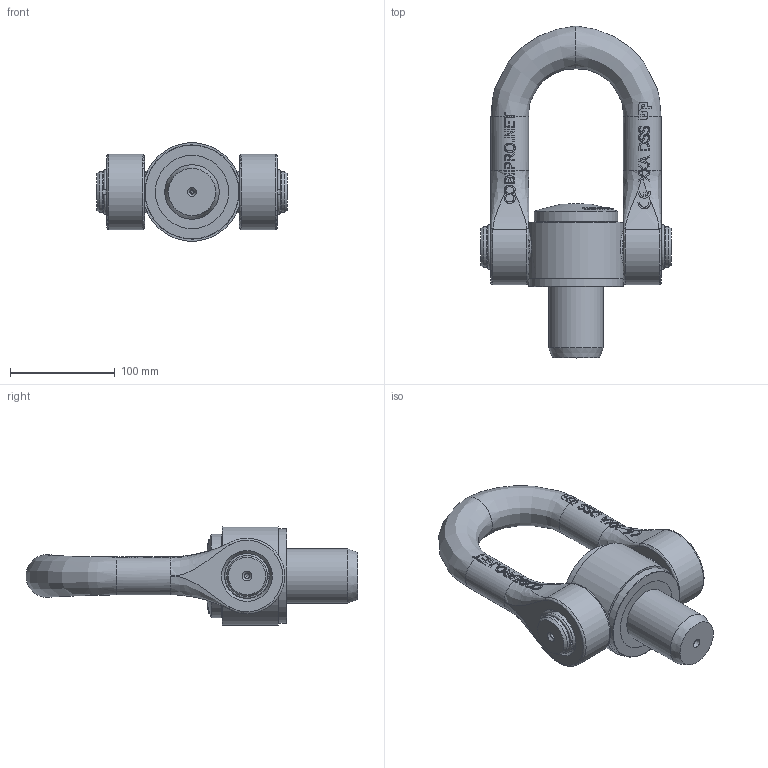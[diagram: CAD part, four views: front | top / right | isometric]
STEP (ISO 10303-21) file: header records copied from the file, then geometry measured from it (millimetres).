
FILE_DESCRIPTION(/* description */ (''),/* implementation_level */ '2;1');
FILE_NAME(/* name */ 'DSS M52 UP.stp',/* time_stamp */ '2017-09-20T08:48:21+02:00',/* author */ ('rklenes'),/* organization */ (''),/* preprocessor_version */ 'ST-DEVELOPER v16.5',/* originating_system */ 'Autodesk Inventor 2017',/* authorisation */ '');
FILE_SCHEMA (('AUTOMOTIVE_DESIGN { 1 0 10303 214 3 1 1 }'));
Length unit declared in the file: millimetre
Products named in the file (7): DSS M52 UP; DSS_N4BISX64; DSM_N4X64; DSM_N4; DIN 7993 - A 40; DSA_M52X130_UP; DSE_M52A_UP
Assembly tree (7 placements, depth 3):
  DSS M52 UP
    DSS_N4BISX64
      DSM_N4X64
      DSM_N4
      DIN 7993 - A 40  x2
    DSA_M52X130_UP
    DSE_M52A_UP
Bounding box: 182 x 317 x 93.66 mm (x, y, z)
Volume: 1375409.6 mm3; surface area: 190550 mm2
Topology: 6 solids, 6 shells, 841 faces, 2298 edges, 1521 vertices
Faces by surface type: plane 376, bspline 300, cylinder 81, cone 67, torus 17
Full cylindrical faces by diameter (mm): 4 x1, 4.917 x2, 36 x2, 39 x4, 40.2 x2, 52 x4, 52.2 x1, 63.7 x2, 64 x3, 80 x1, 90 x1
Entity records: 32699 total; most frequent: CARTESIAN_POINT 13527, ORIENTED_EDGE 4438, DIRECTION 3040, EDGE_CURVE 2219, VERTEX_POINT 1505, AXIS2_PLACEMENT_3D 1061, EDGE_LOOP 960, LINE 918
